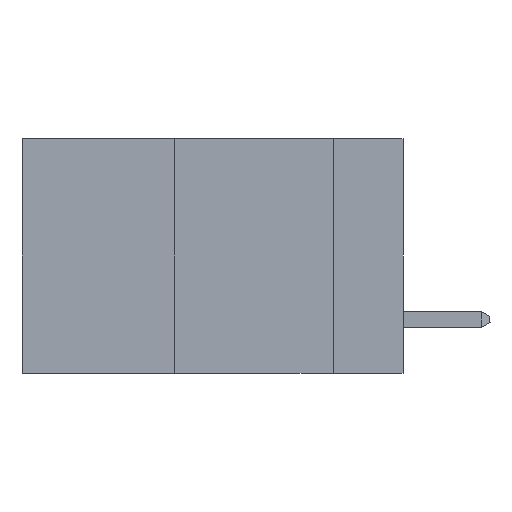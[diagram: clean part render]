
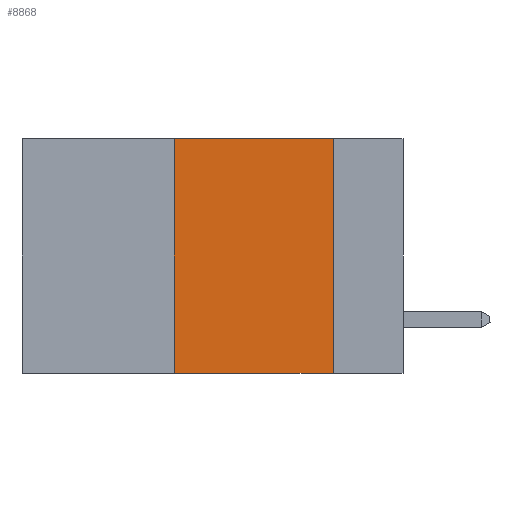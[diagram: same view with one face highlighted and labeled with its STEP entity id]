
A CAD part, left-side view. The second image highlights one B-rep face of the part: STEP entity #8868.
In plain terms, the highlighted planar face has unit normal (-1, 0, 0).
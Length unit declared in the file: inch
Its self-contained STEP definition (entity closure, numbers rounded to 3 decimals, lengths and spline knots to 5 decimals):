
#302 = CARTESIAN_POINT ( 'NONE',  ( 0., 0.36, 0. ) ) ;
#1234 = DIRECTION ( 'NONE',  ( 1., 0., 0. ) ) ;
#1725 = LINE ( 'NONE', #302, #9531 ) ;
#1854 = LINE ( 'NONE', #3225, #7833 ) ;
#1930 = VERTEX_POINT ( 'NONE', #3314 ) ;
#2094 = EDGE_LOOP ( 'NONE', ( #5710, #8717, #4686, #6546 ) ) ;
#2149 = CARTESIAN_POINT ( 'NONE',  ( 0., 0.36, 0. ) ) ;
#2205 = CARTESIAN_POINT ( 'NONE',  ( 0., 0.36, -0.37 ) ) ;
#2213 = LINE ( 'NONE', #3951, #7452 ) ;
#3109 = EDGE_CURVE ( 'NONE', #4258, #3611, #1854, .T. ) ;
#3150 = DIRECTION ( 'NONE',  ( 0., -1., 0. ) ) ;
#3225 = CARTESIAN_POINT ( 'NONE',  ( 0., 0.6, 0. ) ) ;
#3314 = CARTESIAN_POINT ( 'NONE',  ( 0., 0.11, -0.37 ) ) ;
#3506 = EDGE_CURVE ( 'NONE', #8496, #1930, #2213, .T. ) ;
#3611 = VERTEX_POINT ( 'NONE', #3787 ) ;
#3787 = CARTESIAN_POINT ( 'NONE',  ( 0., 0.11, 0. ) ) ;
#3951 = CARTESIAN_POINT ( 'NONE',  ( 0., 0.6, -0.37 ) ) ;
#4003 = DIRECTION ( 'NONE',  ( 0., -1., 0. ) ) ;
#4108 = DIRECTION ( 'NONE',  ( 0., 0., 1. ) ) ;
#4258 = VERTEX_POINT ( 'NONE', #2149 ) ;
#4632 = FACE_OUTER_BOUND ( 'NONE', #2094, .T. ) ;
#4686 = ORIENTED_EDGE ( 'NONE', *, *, #9286, .F. ) ;
#5170 = AXIS2_PLACEMENT_3D ( 'NONE', #5887, #1234, #8981 ) ;
#5195 = EDGE_CURVE ( 'NONE', #3611, #1930, #8594, .T. ) ;
#5710 = ORIENTED_EDGE ( 'NONE', *, *, #5195, .F. ) ;
#5887 = CARTESIAN_POINT ( 'NONE',  ( 0., 0.6, 0. ) ) ;
#6546 = ORIENTED_EDGE ( 'NONE', *, *, #3506, .T. ) ;
#7001 = VECTOR ( 'NONE', #9024, 39.37008 ) ;
#7452 = VECTOR ( 'NONE', #3150, 39.37008 ) ;
#7833 = VECTOR ( 'NONE', #4003, 39.37008 ) ;
#8265 = PLANE ( 'NONE',  #5170 ) ;
#8315 = CARTESIAN_POINT ( 'NONE',  ( 0., 0.11, 0. ) ) ;
#8496 = VERTEX_POINT ( 'NONE', #2205 ) ;
#8594 = LINE ( 'NONE', #8315, #7001 ) ;
#8717 = ORIENTED_EDGE ( 'NONE', *, *, #3109, .F. ) ;
#8868 = ADVANCED_FACE ( 'NONE', ( #4632 ), #8265, .F. ) ;
#8981 = DIRECTION ( 'NONE',  ( 0., 0., -1. ) ) ;
#9024 = DIRECTION ( 'NONE',  ( 0., 0., -1. ) ) ;
#9286 = EDGE_CURVE ( 'NONE', #8496, #4258, #1725, .T. ) ;
#9531 = VECTOR ( 'NONE', #4108, 39.37008 ) ;
